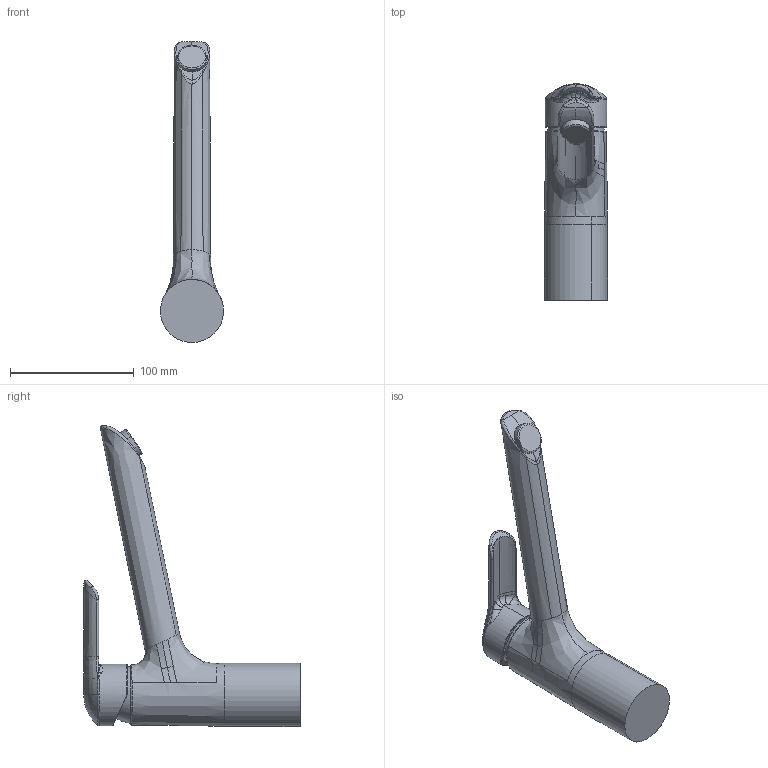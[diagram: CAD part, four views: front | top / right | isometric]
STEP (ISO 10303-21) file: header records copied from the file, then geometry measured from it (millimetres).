
FILE_DESCRIPTION (( 'STEP AP203' ), '1' );
FILE_NAME ('52482273.STEP', '2018-07-31T10:25:12', ( '' ), ( '' ), 'SwSTEP 2.0', 'SolidWorks 2016', '' );
FILE_SCHEMA (( 'CONFIG_CONTROL_DESIGN' ));
Length unit declared in the file: millimetre
Products named in the file (1): 52482273
Bounding box: 50.99 x 174.85 x 243.2 mm (x, y, z)
Volume: 486455.2 mm3; surface area: 53523.3 mm2
Topology: 1 solids, 1 shells, 131 faces, 335 edges, 205 vertices
Faces by surface type: bspline 95, cylinder 15, plane 13, cone 4, torus 2, sphere 2
Entity records: 19240 total; most frequent: CARTESIAN_POINT 16848, ORIENTED_EDGE 662, EDGE_CURVE 331, B_SPLINE_CURVE_WITH_KNOTS 275, VERTEX_POINT 205, DIRECTION 161, EDGE_LOOP 134, ADVANCED_FACE 131
